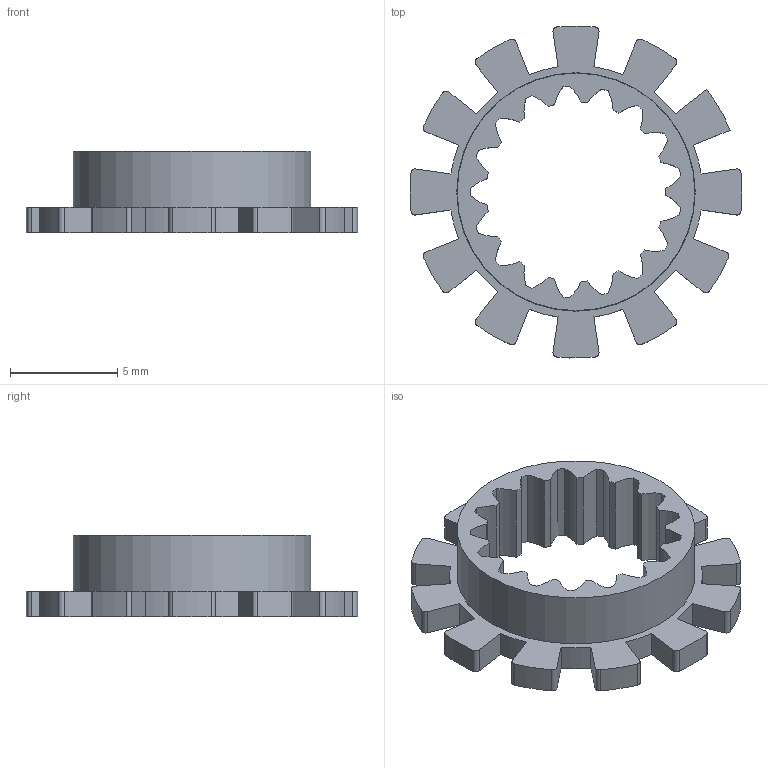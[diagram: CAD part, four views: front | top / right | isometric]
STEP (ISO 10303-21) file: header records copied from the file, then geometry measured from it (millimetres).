
FILE_DESCRIPTION(/* description */ (''),/* implementation_level */ '2;1');
FILE_NAME(/* name */ 'Encoder_Slotted_Wheel.step',/* time_stamp */ '2023-10-30T22:04:40-04:00',/* author */ (''),/* organization */ (''),/* preprocessor_version */ 'ST-DEVELOPER v20',/* originating_system */ 'Autodesk Translation Framework v12.14.0.127',/* authorisation */ '');
FILE_SCHEMA (('AUTOMOTIVE_DESIGN { 1 0 10303 214 3 1 1 }'));
Length unit declared in the file: millimetre
Products named in the file (1): Encoder_Slotted_Wheel
Bounding box: 15.45 x 15.45 x 3.8 mm (x, y, z)
Volume: 180.8 mm3; surface area: 606.3 mm2
Topology: 2 solids, 2 shells, 144 faces, 420 edges, 280 vertices
Faces by surface type: cylinder 116, plane 28
Full cylindrical faces by diameter (mm): 11.06 x1, 11.1 x1
Entity records: 4932 total; most frequent: DIRECTION 942, CARTESIAN_POINT 845, ORIENTED_EDGE 840, EDGE_CURVE 420, AXIS2_PLACEMENT_3D 377, VERTEX_POINT 280, CIRCLE 232, LINE 188
